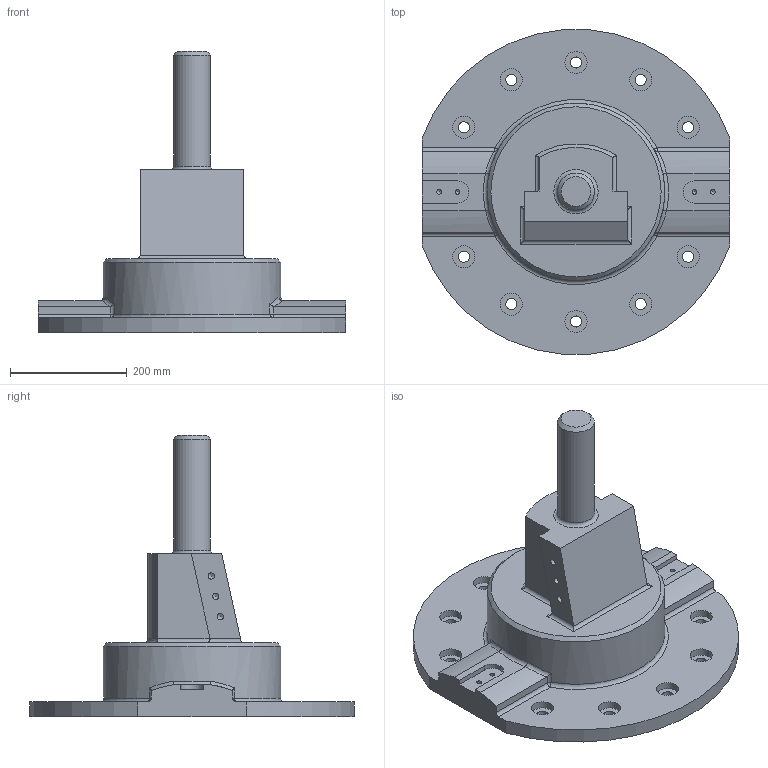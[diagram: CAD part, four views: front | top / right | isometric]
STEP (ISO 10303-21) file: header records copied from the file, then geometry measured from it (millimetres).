
FILE_DESCRIPTION(('CTC-05 geometry with PMI representation and/or presentation','from the NIST MBE PMI Validation and Conformance Testing Project','https://go.usa.gov/mGVm'),'2;1');
FILE_NAME('nist_ctc_05_asme1_ap203.stp','2018-02-26T09:25:51+00:00',(''),(''),'','','');
FILE_SCHEMA(('AP203_CONFIGURATION_CONTROLLED_3D_DESIGN_OF_MECHANICAL_PARTS_AND_ASSEMBLIES_MIM_LF { 1 0 10303 403 3 1 4}'));
Length unit declared in the file: inch
Products named in the file (1): nist_ctc_05_asme1
Bounding box: 527.05 x 556.92 x 482.6 mm (x, y, z)
Volume: 12694910.1 mm3; surface area: 861242.7 mm2
Topology: 1 solids, 1 shells, 156 faces, 467 edges, 385 vertices
Faces by surface type: cylinder 67, plane 62, cone 13, torus 6, bspline 4, sphere 4
Full cylindrical faces by diameter (mm): 7.938 x4, 10.716 x6, 19.05 x10, 38.1 x10, 63.5 x1, 254 x1, 304.8 x1
Entity records: 15506 total; most frequent: CARTESIAN_POINT 10359, DIRECTION 899, ORIENTED_EDGE 662, POLYLINE 382, AXIS2_PLACEMENT_3D 350, EDGE_CURVE 331, VERTEX_POINT 249, EDGE_LOOP 238
